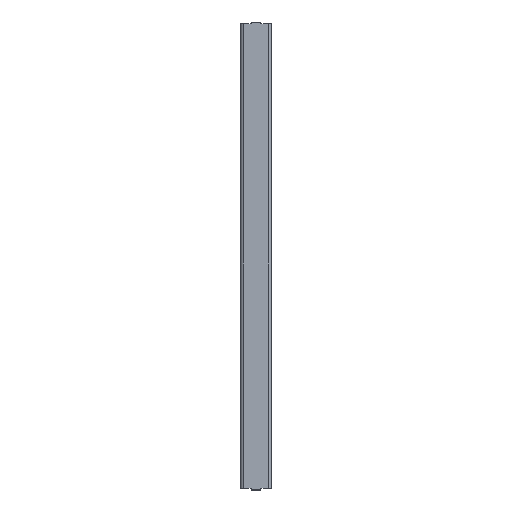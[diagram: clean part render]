
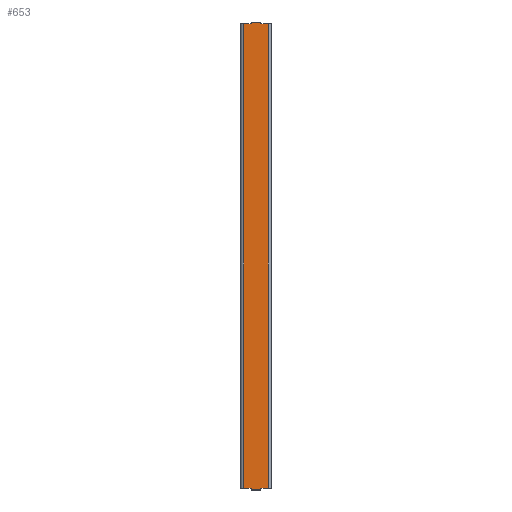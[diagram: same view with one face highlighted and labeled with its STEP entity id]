
A CAD part, top view. The second image highlights one B-rep face of the part: STEP entity #653.
In plain terms, the highlighted planar face has unit normal (0, 0, 1).
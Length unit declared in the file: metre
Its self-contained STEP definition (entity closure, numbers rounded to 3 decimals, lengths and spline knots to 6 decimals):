
#112=ORIENTED_EDGE('',*,*,#266,.F.);
#113=ORIENTED_EDGE('',*,*,#288,.F.);
#114=ORIENTED_EDGE('',*,*,#289,.T.);
#115=ORIENTED_EDGE('',*,*,#290,.T.);
#116=ORIENTED_EDGE('',*,*,#291,.T.);
#117=ORIENTED_EDGE('',*,*,#292,.F.);
#118=ORIENTED_EDGE('',*,*,#254,.T.);
#119=ORIENTED_EDGE('',*,*,#287,.T.);
#120=ORIENTED_EDGE('',*,*,#243,.F.);
#121=ORIENTED_EDGE('',*,*,#293,.T.);
#122=ORIENTED_EDGE('',*,*,#294,.F.);
#123=ORIENTED_EDGE('',*,*,#295,.F.);
#243=EDGE_CURVE('',#339,#340,#401,.T.);
#254=EDGE_CURVE('',#351,#350,#408,.T.);
#266=EDGE_CURVE('',#362,#363,#416,.T.);
#287=EDGE_CURVE('',#350,#340,#434,.T.);
#288=EDGE_CURVE('',#376,#362,#435,.T.);
#289=EDGE_CURVE('',#376,#377,#436,.T.);
#290=EDGE_CURVE('',#377,#378,#437,.T.);
#291=EDGE_CURVE('',#378,#379,#438,.T.);
#292=EDGE_CURVE('',#351,#379,#439,.T.);
#293=EDGE_CURVE('',#339,#380,#440,.T.);
#294=EDGE_CURVE('',#381,#380,#441,.T.);
#295=EDGE_CURVE('',#363,#381,#442,.T.);
#339=VERTEX_POINT('',#931);
#340=VERTEX_POINT('',#933);
#350=VERTEX_POINT('',#954);
#351=VERTEX_POINT('',#956);
#362=VERTEX_POINT('',#979);
#363=VERTEX_POINT('',#981);
#376=VERTEX_POINT('',#1023);
#377=VERTEX_POINT('',#1025);
#378=VERTEX_POINT('',#1027);
#379=VERTEX_POINT('',#1029);
#380=VERTEX_POINT('',#1032);
#381=VERTEX_POINT('',#1034);
#401=LINE('',#932,#481);
#408=LINE('',#955,#488);
#416=LINE('',#980,#496);
#434=LINE('',#1020,#514);
#435=LINE('',#1022,#515);
#436=LINE('',#1024,#516);
#437=LINE('',#1026,#517);
#438=LINE('',#1028,#518);
#439=LINE('',#1030,#519);
#440=LINE('',#1031,#520);
#441=LINE('',#1033,#521);
#442=LINE('',#1035,#522);
#481=VECTOR('',#750,1.);
#488=VECTOR('',#767,1.);
#496=VECTOR('',#785,1.);
#514=VECTOR('',#821,1.);
#515=VECTOR('',#824,1.);
#516=VECTOR('',#825,1.);
#517=VECTOR('',#826,1.);
#518=VECTOR('',#827,1.);
#519=VECTOR('',#828,1.);
#520=VECTOR('',#829,1.);
#521=VECTOR('',#830,1.);
#522=VECTOR('',#831,1.);
#565=EDGE_LOOP('',(#112,#113,#114,#115,#116,#117,#118,#119,#120,#121,#122,
#123));
#597=FACE_BOUND('',#565,.T.);
#626=PLANE('',#711);
#653=ADVANCED_FACE('',(#597),#626,.T.);
#711=AXIS2_PLACEMENT_3D('',#1021,#822,#823);
#750=DIRECTION('',(1.,0.,0.));
#767=DIRECTION('',(1.,0.,0.));
#785=DIRECTION('',(1.,0.,0.));
#821=DIRECTION('',(0.,1.,0.));
#822=DIRECTION('',(0.,0.,1.));
#823=DIRECTION('',(1.,0.,0.));
#824=DIRECTION('',(0.,1.,0.));
#825=DIRECTION('',(1.,0.,0.));
#826=DIRECTION('',(0.,-1.,0.));
#827=DIRECTION('',(1.,0.,0.));
#828=DIRECTION('',(0.,-1.,0.));
#829=DIRECTION('',(0.,1.,0.));
#830=DIRECTION('',(1.,0.,0.));
#831=DIRECTION('',(0.,1.,0.));
#931=CARTESIAN_POINT('',(0.0525,0.,0.04));
#932=CARTESIAN_POINT('',(0.04,0.,0.04));
#933=CARTESIAN_POINT('',(0.072,0.,0.04));
#954=CARTESIAN_POINT('',(0.072,-1.2,0.04));
#955=CARTESIAN_POINT('',(0.04,-1.2,0.04));
#956=CARTESIAN_POINT('',(0.0525,-1.2,0.04));
#979=CARTESIAN_POINT('',(0.008,0.,0.04));
#980=CARTESIAN_POINT('',(0.04,0.,0.04));
#981=CARTESIAN_POINT('',(0.0275,0.,0.04));
#1020=CARTESIAN_POINT('',(0.072,-1.2,0.04));
#1021=CARTESIAN_POINT('',(0.04,-1.2,0.04));
#1022=CARTESIAN_POINT('',(0.008,-1.2,0.04));
#1023=CARTESIAN_POINT('',(0.008,-1.2,0.04));
#1024=CARTESIAN_POINT('',(0.04,-1.2,0.04));
#1025=CARTESIAN_POINT('',(0.0275,-1.2,0.04));
#1026=CARTESIAN_POINT('',(0.0275,-1.202,0.04));
#1027=CARTESIAN_POINT('',(0.0275,-1.204,0.04));
#1028=CARTESIAN_POINT('',(0.04,-1.204,0.04));
#1029=CARTESIAN_POINT('',(0.0525,-1.204,0.04));
#1030=CARTESIAN_POINT('',(0.0525,-1.202,0.04));
#1031=CARTESIAN_POINT('',(0.0525,0.002,0.04));
#1032=CARTESIAN_POINT('',(0.0525,0.004,0.04));
#1033=CARTESIAN_POINT('',(0.04,0.004,0.04));
#1034=CARTESIAN_POINT('',(0.0275,0.004,0.04));
#1035=CARTESIAN_POINT('',(0.0275,0.002,0.04));
